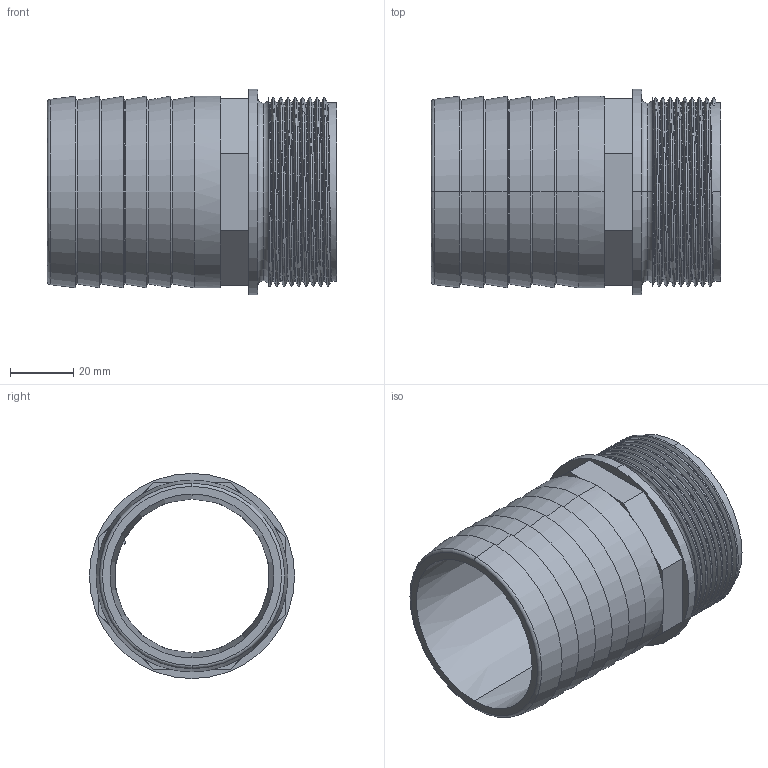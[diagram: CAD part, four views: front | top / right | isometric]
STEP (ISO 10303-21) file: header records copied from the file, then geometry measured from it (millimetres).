
FILE_DESCRIPTION (( 'STEP AP203' ), '1' );
FILE_NAME ('00130_1560.STEP', '2017-05-08T14:26:14', ( '' ), ( '' ), 'SwSTEP 2.0', 'SolidWorks 2011', '' );
FILE_SCHEMA (( 'CONFIG_CONTROL_DESIGN' ));
Length unit declared in the file: millimetre
Products named in the file (1): 00130_1560
Bounding box: 91.6 x 65 x 65 mm (x, y, z)
Volume: 71645.9 mm3; surface area: 37966.2 mm2
Topology: 1 solids, 1 shells, 114 faces, 263 edges, 160 vertices
Faces by surface type: plane 35, torus 33, cylinder 23, cone 18, bspline 5
Entity records: 7309 total; most frequent: CARTESIAN_POINT 4719, DIRECTION 549, ORIENTED_EDGE 526, EDGE_CURVE 263, AXIS2_PLACEMENT_3D 234, VERTEX_POINT 160, EDGE_LOOP 125, CIRCLE 124
